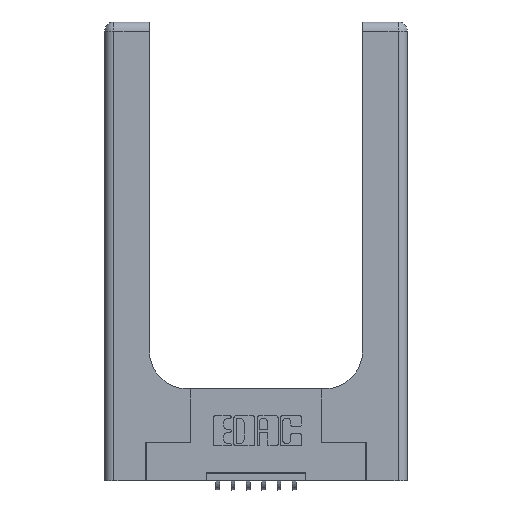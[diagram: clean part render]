
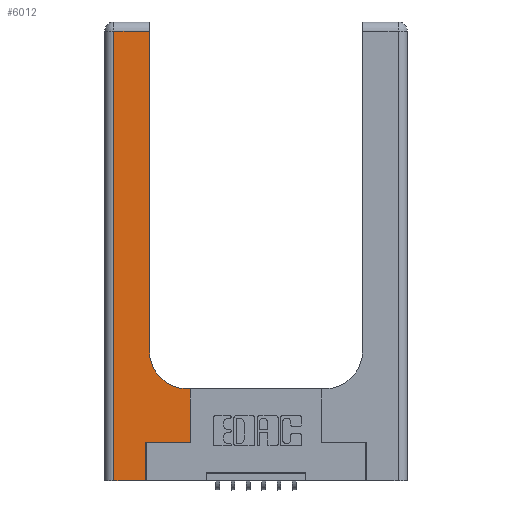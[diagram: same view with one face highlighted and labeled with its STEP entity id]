
A CAD part, top view. The second image highlights one B-rep face of the part: STEP entity #6012.
In plain terms, the highlighted planar face has unit normal (0, 0, 1).
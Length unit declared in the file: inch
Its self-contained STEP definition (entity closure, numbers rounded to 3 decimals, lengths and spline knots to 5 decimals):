
#34 = ORIENTED_EDGE ( 'NONE', *, *, #8694, .T. ) ;
#78 = ORIENTED_EDGE ( 'NONE', *, *, #10001, .T. ) ;
#532 = DIRECTION ( 'NONE',  ( -1., 0., 0. ) ) ;
#784 = ORIENTED_EDGE ( 'NONE', *, *, #11701, .T. ) ;
#922 = CARTESIAN_POINT ( 'NONE',  ( 0.5585, 0.25, 0.37 ) ) ;
#1226 = DIRECTION ( 'NONE',  ( -1., 0., 0. ) ) ;
#1285 = CARTESIAN_POINT ( 'NONE',  ( 0.269, 0.25, 0.37 ) ) ;
#1503 = VERTEX_POINT ( 'NONE', #5769 ) ;
#1616 = CARTESIAN_POINT ( 'NONE',  ( 0.2915, 2.94, 0.37 ) ) ;
#1738 = CIRCLE ( 'NONE', #11531, 0.25 ) ;
#1869 = LINE ( 'NONE', #9189, #4344 ) ;
#1964 = CARTESIAN_POINT ( 'NONE',  ( 0., 0., 0.37 ) ) ;
#2232 = CARTESIAN_POINT ( 'NONE',  ( 0.269, 0.25, 0.37 ) ) ;
#2463 = EDGE_CURVE ( 'NONE', #10883, #9219, #1738, .T. ) ;
#2664 = PLANE ( 'NONE',  #7232 ) ;
#2732 = LINE ( 'NONE', #7585, #8416 ) ;
#2929 = ORIENTED_EDGE ( 'NONE', *, *, #6913, .T. ) ;
#3131 = CARTESIAN_POINT ( 'NONE',  ( 0.2915, 0.85, 0.37 ) ) ;
#3146 = ORIENTED_EDGE ( 'NONE', *, *, #4841, .T. ) ;
#3170 = LINE ( 'NONE', #13408, #11685 ) ;
#3324 = DIRECTION ( 'NONE',  ( 0., 1., 0. ) ) ;
#3371 = DIRECTION ( 'NONE',  ( 0., 0., -1. ) ) ;
#3485 = DIRECTION ( 'NONE',  ( 1., 0., 0. ) ) ;
#3486 = EDGE_LOOP ( 'NONE', ( #2929, #78, #34, #9232, #3146, #784, #11915, #14436, #12835 ) ) ;
#3607 = LINE ( 'NONE', #1285, #4835 ) ;
#3654 = VERTEX_POINT ( 'NONE', #12520 ) ;
#4244 = DIRECTION ( 'NONE',  ( 1., 0., 0. ) ) ;
#4344 = VECTOR ( 'NONE', #1226, 39.37008 ) ;
#4375 = VERTEX_POINT ( 'NONE', #2232 ) ;
#4469 = VERTEX_POINT ( 'NONE', #6905 ) ;
#4667 = EDGE_CURVE ( 'NONE', #4469, #10883, #1869, .T. ) ;
#4813 = DIRECTION ( 'NONE',  ( 0., 0., -1. ) ) ;
#4835 = VECTOR ( 'NONE', #6182, 39.37008 ) ;
#4841 = EDGE_CURVE ( 'NONE', #12892, #4375, #2732, .T. ) ;
#4855 = CARTESIAN_POINT ( 'NONE',  ( 0.269, 0., 0.37 ) ) ;
#4969 = CARTESIAN_POINT ( 'NONE',  ( 0., 3., 0.37 ) ) ;
#5769 = CARTESIAN_POINT ( 'NONE',  ( 0.06, 0., 0.37 ) ) ;
#5879 = DIRECTION ( 'NONE',  ( 0., 1., 0. ) ) ;
#6006 = VECTOR ( 'NONE', #5879, 39.37008 ) ;
#6012 = ADVANCED_FACE ( 'NONE', ( #6986 ), #2664, .F. ) ;
#6137 = VECTOR ( 'NONE', #532, 39.37008 ) ;
#6153 = DIRECTION ( 'NONE',  ( -1., 0., 0. ) ) ;
#6182 = DIRECTION ( 'NONE',  ( 1., 0., 0. ) ) ;
#6251 = EDGE_CURVE ( 'NONE', #1503, #12892, #9322, .T. ) ;
#6905 = CARTESIAN_POINT ( 'NONE',  ( 0.5585, 0.6, 0.37 ) ) ;
#6913 = EDGE_CURVE ( 'NONE', #9219, #11123, #3170, .T. ) ;
#6986 = FACE_OUTER_BOUND ( 'NONE', #3486, .T. ) ;
#7232 = AXIS2_PLACEMENT_3D ( 'NONE', #4969, #4813, #6153 ) ;
#7585 = CARTESIAN_POINT ( 'NONE',  ( 0.269, 0., 0.37 ) ) ;
#7619 = CARTESIAN_POINT ( 'NONE',  ( 0.06, 2.94, 0.37 ) ) ;
#7827 = EDGE_CURVE ( 'NONE', #3654, #4469, #9693, .T. ) ;
#8054 = CARTESIAN_POINT ( 'NONE',  ( 0.06, 3., 0.37 ) ) ;
#8259 = LINE ( 'NONE', #14061, #6137 ) ;
#8416 = VECTOR ( 'NONE', #3324, 39.37008 ) ;
#8694 = EDGE_CURVE ( 'NONE', #12931, #1503, #11317, .T. ) ;
#8925 = DIRECTION ( 'NONE',  ( 0., 1., 0. ) ) ;
#9189 = CARTESIAN_POINT ( 'NONE',  ( 0.2915, 0.6, 0.37 ) ) ;
#9219 = VERTEX_POINT ( 'NONE', #3131 ) ;
#9232 = ORIENTED_EDGE ( 'NONE', *, *, #6251, .T. ) ;
#9322 = LINE ( 'NONE', #1964, #14078 ) ;
#9693 = LINE ( 'NONE', #922, #6006 ) ;
#10001 = EDGE_CURVE ( 'NONE', #11123, #12931, #8259, .T. ) ;
#10883 = VERTEX_POINT ( 'NONE', #12679 ) ;
#11123 = VERTEX_POINT ( 'NONE', #1616 ) ;
#11317 = LINE ( 'NONE', #8054, #13934 ) ;
#11476 = DIRECTION ( 'NONE',  ( 0., -1., 0. ) ) ;
#11531 = AXIS2_PLACEMENT_3D ( 'NONE', #13548, #3371, #3485 ) ;
#11685 = VECTOR ( 'NONE', #8925, 39.37008 ) ;
#11701 = EDGE_CURVE ( 'NONE', #4375, #3654, #3607, .T. ) ;
#11915 = ORIENTED_EDGE ( 'NONE', *, *, #7827, .T. ) ;
#12520 = CARTESIAN_POINT ( 'NONE',  ( 0.5585, 0.25, 0.37 ) ) ;
#12679 = CARTESIAN_POINT ( 'NONE',  ( 0.5415, 0.6, 0.37 ) ) ;
#12835 = ORIENTED_EDGE ( 'NONE', *, *, #2463, .T. ) ;
#12892 = VERTEX_POINT ( 'NONE', #4855 ) ;
#12931 = VERTEX_POINT ( 'NONE', #7619 ) ;
#13408 = CARTESIAN_POINT ( 'NONE',  ( 0.2915, 3., 0.37 ) ) ;
#13548 = CARTESIAN_POINT ( 'NONE',  ( 0.5415, 0.85, 0.37 ) ) ;
#13934 = VECTOR ( 'NONE', #11476, 39.37008 ) ;
#14061 = CARTESIAN_POINT ( 'NONE',  ( 0., 2.94, 0.37 ) ) ;
#14078 = VECTOR ( 'NONE', #4244, 39.37008 ) ;
#14436 = ORIENTED_EDGE ( 'NONE', *, *, #4667, .T. ) ;
